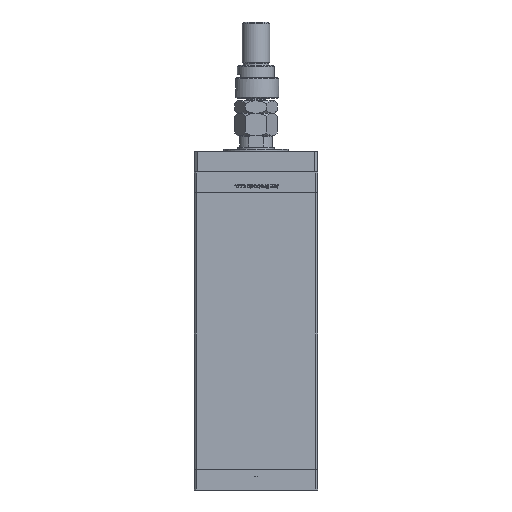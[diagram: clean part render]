
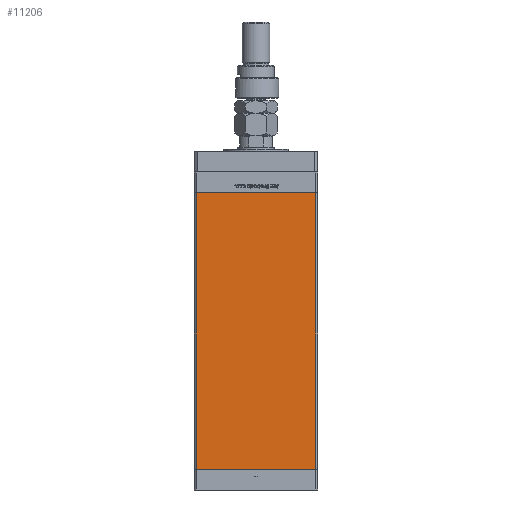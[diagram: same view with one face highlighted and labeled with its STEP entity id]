
A CAD part, front view. The second image highlights one B-rep face of the part: STEP entity #11206.
In plain terms, the highlighted planar face has unit normal (0, -1, 0).
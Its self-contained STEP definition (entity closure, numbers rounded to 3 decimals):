
#2461 = VERTEX_POINT ( 'NONE', #12427 ) ;
#2856 = CARTESIAN_POINT ( 'NONE',  ( -58., -51., 268.5 ) ) ;
#2914 = CARTESIAN_POINT ( 'NONE',  ( 58., -51., 268.5 ) ) ;
#5917 = DIRECTION ( 'NONE',  ( 1., 0., 0. ) ) ;
#7695 = CARTESIAN_POINT ( 'NONE',  ( -58., -51., 268.5 ) ) ;
#8438 = VECTOR ( 'NONE', #37451, 1000. ) ;
#9186 = ORIENTED_EDGE ( 'NONE', *, *, #42181, .T. ) ;
#11206 = ADVANCED_FACE ( 'NONE', ( #55090 ), #15732, .F. ) ;
#11428 = DIRECTION ( 'NONE',  ( 0., 0., 1. ) ) ;
#12427 = CARTESIAN_POINT ( 'NONE',  ( -58., -51., 0. ) ) ;
#14326 = CARTESIAN_POINT ( 'NONE',  ( 58., -51., 0. ) ) ;
#15524 = ORIENTED_EDGE ( 'NONE', *, *, #54800, .T. ) ;
#15732 = PLANE ( 'NONE',  #52932 ) ;
#16014 = DIRECTION ( 'NONE',  ( 0., 1., 0. ) ) ;
#20019 = VERTEX_POINT ( 'NONE', #2914 ) ;
#22092 = EDGE_LOOP ( 'NONE', ( #9186, #49301, #47378, #15524 ) ) ;
#23176 = EDGE_CURVE ( 'NONE', #20019, #44048, #52208, .T. ) ;
#26617 = DIRECTION ( 'NONE',  ( 0., 0., -1. ) ) ;
#28023 = LINE ( 'NONE', #31190, #32632 ) ;
#28982 = LINE ( 'NONE', #2856, #39986 ) ;
#31190 = CARTESIAN_POINT ( 'NONE',  ( -58., -51., 268.5 ) ) ;
#32632 = VECTOR ( 'NONE', #5917, 1000. ) ;
#33129 = LINE ( 'NONE', #41775, #8438 ) ;
#35020 = VERTEX_POINT ( 'NONE', #45251 ) ;
#37451 = DIRECTION ( 'NONE',  ( 1., 0., 0. ) ) ;
#39986 = VECTOR ( 'NONE', #42211, 1000. ) ;
#41775 = CARTESIAN_POINT ( 'NONE',  ( -58., -51., 0. ) ) ;
#42181 = EDGE_CURVE ( 'NONE', #2461, #44048, #33129, .T. ) ;
#42211 = DIRECTION ( 'NONE',  ( 0., 0., -1. ) ) ;
#44048 = VERTEX_POINT ( 'NONE', #14326 ) ;
#45251 = CARTESIAN_POINT ( 'NONE',  ( -58., -51., 268.5 ) ) ;
#47378 = ORIENTED_EDGE ( 'NONE', *, *, #56220, .F. ) ;
#49301 = ORIENTED_EDGE ( 'NONE', *, *, #23176, .F. ) ;
#52208 = LINE ( 'NONE', #52785, #52295 ) ;
#52295 = VECTOR ( 'NONE', #26617, 1000. ) ;
#52785 = CARTESIAN_POINT ( 'NONE',  ( 58., -51., 268.5 ) ) ;
#52932 = AXIS2_PLACEMENT_3D ( 'NONE', #7695, #16014, #11428 ) ;
#54800 = EDGE_CURVE ( 'NONE', #35020, #2461, #28982, .T. ) ;
#55090 = FACE_OUTER_BOUND ( 'NONE', #22092, .T. ) ;
#56220 = EDGE_CURVE ( 'NONE', #35020, #20019, #28023, .T. ) ;
